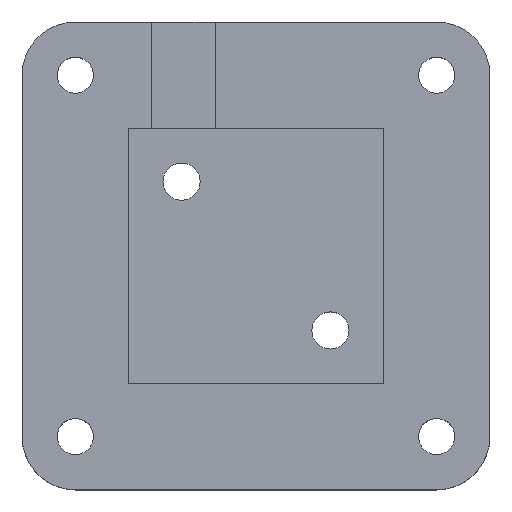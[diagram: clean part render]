
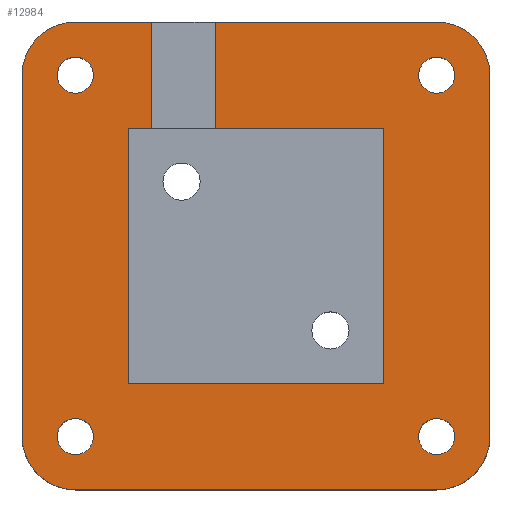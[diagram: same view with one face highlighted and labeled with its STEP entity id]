
A CAD part, top view. The second image highlights one B-rep face of the part: STEP entity #12984.
In plain terms, the highlighted planar face has unit normal (0, 0, 1).
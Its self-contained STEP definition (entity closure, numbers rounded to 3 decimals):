
#19=CIRCLE('',#13285,5.);
#21=CIRCLE('',#13289,5.);
#22=CIRCLE('',#13290,5.);
#23=CIRCLE('',#13291,5.);
#24=CIRCLE('',#13292,1.7);
#25=CIRCLE('',#13293,1.7);
#26=CIRCLE('',#13294,1.7);
#27=CIRCLE('',#13295,1.7);
#106=FACE_BOUND('',#2782,.T.);
#107=FACE_BOUND('',#2783,.T.);
#108=FACE_BOUND('',#2784,.T.);
#109=FACE_BOUND('',#2785,.T.);
#2034=FACE_OUTER_BOUND('',#2781,.T.);
#2781=EDGE_LOOP('',(#11904,#11905,#11906,#11907,#11908,#11909,#11910,#11911,
#11912,#11913,#11914,#11915,#11916,#11917,#11918,#11919));
#2782=EDGE_LOOP('',(#11920));
#2783=EDGE_LOOP('',(#11921));
#2784=EDGE_LOOP('',(#11922));
#2785=EDGE_LOOP('',(#11923));
#3849=LINE('',#25818,#4922);
#3855=LINE('',#25856,#4928);
#3856=LINE('',#25860,#4929);
#3857=LINE('',#25862,#4930);
#3858=LINE('',#25864,#4931);
#3859=LINE('',#25866,#4932);
#3860=LINE('',#25868,#4933);
#3861=LINE('',#25870,#4934);
#3862=LINE('',#25872,#4935);
#3863=LINE('',#25874,#4936);
#3864=LINE('',#25876,#4937);
#3865=LINE('',#25880,#4938);
#4922=VECTOR('',#14842,10.);
#4928=VECTOR('',#14896,10.);
#4929=VECTOR('',#14899,10.);
#4930=VECTOR('',#14900,10.);
#4931=VECTOR('',#14901,10.);
#4932=VECTOR('',#14902,10.);
#4933=VECTOR('',#14903,10.);
#4934=VECTOR('',#14904,10.);
#4935=VECTOR('',#14905,10.);
#4936=VECTOR('',#14906,10.);
#4937=VECTOR('',#14907,10.);
#4938=VECTOR('',#14910,10.);
#6205=VERTEX_POINT('',#25814);
#6207=VERTEX_POINT('',#25817);
#6213=VERTEX_POINT('',#25848);
#6215=VERTEX_POINT('',#25855);
#6216=VERTEX_POINT('',#25857);
#6217=VERTEX_POINT('',#25859);
#6218=VERTEX_POINT('',#25861);
#6219=VERTEX_POINT('',#25863);
#6220=VERTEX_POINT('',#25865);
#6221=VERTEX_POINT('',#25867);
#6222=VERTEX_POINT('',#25869);
#6223=VERTEX_POINT('',#25871);
#6224=VERTEX_POINT('',#25873);
#6225=VERTEX_POINT('',#25875);
#6226=VERTEX_POINT('',#25877);
#6227=VERTEX_POINT('',#25879);
#6228=VERTEX_POINT('',#25882);
#6229=VERTEX_POINT('',#25884);
#6230=VERTEX_POINT('',#25886);
#6231=VERTEX_POINT('',#25888);
#8109=EDGE_CURVE('',#6207,#6205,#3849,.T.);
#8118=EDGE_CURVE('',#6213,#6205,#19,.T.);
#8121=EDGE_CURVE('',#6213,#6215,#3855,.T.);
#8122=EDGE_CURVE('',#6216,#6215,#21,.T.);
#8123=EDGE_CURVE('',#6216,#6217,#3856,.T.);
#8124=EDGE_CURVE('',#6217,#6218,#3857,.T.);
#8125=EDGE_CURVE('',#6218,#6219,#3858,.T.);
#8126=EDGE_CURVE('',#6219,#6220,#3859,.T.);
#8127=EDGE_CURVE('',#6220,#6221,#3860,.T.);
#8128=EDGE_CURVE('',#6221,#6222,#3861,.T.);
#8129=EDGE_CURVE('',#6222,#6223,#3862,.T.);
#8130=EDGE_CURVE('',#6223,#6224,#3863,.T.);
#8131=EDGE_CURVE('',#6224,#6225,#3864,.T.);
#8132=EDGE_CURVE('',#6226,#6225,#22,.T.);
#8133=EDGE_CURVE('',#6226,#6227,#3865,.T.);
#8134=EDGE_CURVE('',#6207,#6227,#23,.T.);
#8135=EDGE_CURVE('',#6228,#6228,#24,.T.);
#8136=EDGE_CURVE('',#6229,#6229,#25,.T.);
#8137=EDGE_CURVE('',#6230,#6230,#26,.T.);
#8138=EDGE_CURVE('',#6231,#6231,#27,.T.);
#11904=ORIENTED_EDGE('',*,*,#8118,.F.);
#11905=ORIENTED_EDGE('',*,*,#8121,.T.);
#11906=ORIENTED_EDGE('',*,*,#8122,.F.);
#11907=ORIENTED_EDGE('',*,*,#8123,.T.);
#11908=ORIENTED_EDGE('',*,*,#8124,.T.);
#11909=ORIENTED_EDGE('',*,*,#8125,.T.);
#11910=ORIENTED_EDGE('',*,*,#8126,.T.);
#11911=ORIENTED_EDGE('',*,*,#8127,.T.);
#11912=ORIENTED_EDGE('',*,*,#8128,.T.);
#11913=ORIENTED_EDGE('',*,*,#8129,.T.);
#11914=ORIENTED_EDGE('',*,*,#8130,.T.);
#11915=ORIENTED_EDGE('',*,*,#8131,.T.);
#11916=ORIENTED_EDGE('',*,*,#8132,.F.);
#11917=ORIENTED_EDGE('',*,*,#8133,.T.);
#11918=ORIENTED_EDGE('',*,*,#8134,.F.);
#11919=ORIENTED_EDGE('',*,*,#8109,.T.);
#11920=ORIENTED_EDGE('',*,*,#8135,.T.);
#11921=ORIENTED_EDGE('',*,*,#8136,.T.);
#11922=ORIENTED_EDGE('',*,*,#8137,.T.);
#11923=ORIENTED_EDGE('',*,*,#8138,.T.);
#12297=PLANE('',#13288);
#12984=ADVANCED_FACE('',(#2034,#106,#107,#108,#109),#12297,.T.);
#13285=AXIS2_PLACEMENT_3D('',#25849,#14887,#14888);
#13288=AXIS2_PLACEMENT_3D('',#25854,#14894,#14895);
#13289=AXIS2_PLACEMENT_3D('',#25858,#14897,#14898);
#13290=AXIS2_PLACEMENT_3D('',#25878,#14908,#14909);
#13291=AXIS2_PLACEMENT_3D('',#25881,#14911,#14912);
#13292=AXIS2_PLACEMENT_3D('',#25883,#14913,#14914);
#13293=AXIS2_PLACEMENT_3D('',#25885,#14915,#14916);
#13294=AXIS2_PLACEMENT_3D('',#25887,#14917,#14918);
#13295=AXIS2_PLACEMENT_3D('',#25889,#14919,#14920);
#14842=DIRECTION('',(1.,0.,0.));
#14887=DIRECTION('center_axis',(0.,0.,-1.));
#14888=DIRECTION('ref_axis',(0.707,-0.707,0.));
#14894=DIRECTION('center_axis',(0.,0.,1.));
#14895=DIRECTION('ref_axis',(1.,0.,0.));
#14896=DIRECTION('',(0.,1.,0.));
#14897=DIRECTION('center_axis',(0.,0.,-1.));
#14898=DIRECTION('ref_axis',(0.707,0.707,0.));
#14899=DIRECTION('',(-1.,0.,0.));
#14900=DIRECTION('',(0.,-1.,0.));
#14901=DIRECTION('',(1.,0.,0.));
#14902=DIRECTION('',(0.,-1.,0.));
#14903=DIRECTION('',(-1.,0.,0.));
#14904=DIRECTION('',(0.,1.,0.));
#14905=DIRECTION('',(1.,0.,0.));
#14906=DIRECTION('',(0.,1.,0.));
#14907=DIRECTION('',(-1.,0.,0.));
#14908=DIRECTION('center_axis',(0.,0.,-1.));
#14909=DIRECTION('ref_axis',(-0.707,0.707,0.));
#14910=DIRECTION('',(0.,-1.,0.));
#14911=DIRECTION('center_axis',(0.,0.,-1.));
#14912=DIRECTION('ref_axis',(-0.707,-0.707,0.));
#14913=DIRECTION('center_axis',(0.,0.,-1.));
#14914=DIRECTION('ref_axis',(1.,0.,0.));
#14915=DIRECTION('center_axis',(0.,0.,-1.));
#14916=DIRECTION('ref_axis',(1.,0.,0.));
#14917=DIRECTION('center_axis',(0.,0.,-1.));
#14918=DIRECTION('ref_axis',(1.,0.,0.));
#14919=DIRECTION('center_axis',(0.,0.,-1.));
#14920=DIRECTION('ref_axis',(1.,0.,0.));
#25814=CARTESIAN_POINT('',(44.,-1.,13.));
#25817=CARTESIAN_POINT('',(10.,-1.,13.));
#25818=CARTESIAN_POINT('',(5.,-1.,13.));
#25848=CARTESIAN_POINT('',(49.,4.,13.));
#25849=CARTESIAN_POINT('Origin',(44.,4.,13.));
#25854=CARTESIAN_POINT('Origin',(44.,38.,13.));
#25855=CARTESIAN_POINT('',(49.,38.,13.));
#25856=CARTESIAN_POINT('',(49.,-1.,13.));
#25857=CARTESIAN_POINT('',(44.,43.,13.));
#25858=CARTESIAN_POINT('Origin',(44.,38.,13.));
#25859=CARTESIAN_POINT('',(23.168,43.,13.));
#25860=CARTESIAN_POINT('',(49.,43.,13.));
#25861=CARTESIAN_POINT('',(23.168,33.,13.));
#25862=CARTESIAN_POINT('',(23.168,40.5,13.));
#25863=CARTESIAN_POINT('',(39.,33.,13.));
#25864=CARTESIAN_POINT('',(39.,33.,13.));
#25865=CARTESIAN_POINT('',(39.,9.,13.));
#25866=CARTESIAN_POINT('',(39.,9.,13.));
#25867=CARTESIAN_POINT('',(15.,9.,13.));
#25868=CARTESIAN_POINT('',(15.,9.,13.));
#25869=CARTESIAN_POINT('',(15.,33.,13.));
#25870=CARTESIAN_POINT('',(15.,33.,13.));
#25871=CARTESIAN_POINT('',(17.168,33.,13.));
#25872=CARTESIAN_POINT('',(39.,33.,13.));
#25873=CARTESIAN_POINT('',(17.168,43.,13.));
#25874=CARTESIAN_POINT('',(17.168,35.5,13.));
#25875=CARTESIAN_POINT('',(10.,43.,13.));
#25876=CARTESIAN_POINT('',(49.,43.,13.));
#25877=CARTESIAN_POINT('',(5.,38.,13.));
#25878=CARTESIAN_POINT('Origin',(10.,38.,13.));
#25879=CARTESIAN_POINT('',(5.,4.,13.));
#25880=CARTESIAN_POINT('',(5.,43.,13.));
#25881=CARTESIAN_POINT('Origin',(10.,4.,13.));
#25882=CARTESIAN_POINT('',(42.3,38.,13.));
#25883=CARTESIAN_POINT('Origin',(44.,38.,13.));
#25884=CARTESIAN_POINT('',(42.3,4.,13.));
#25885=CARTESIAN_POINT('Origin',(44.,4.,13.));
#25886=CARTESIAN_POINT('',(8.3,4.,13.));
#25887=CARTESIAN_POINT('Origin',(10.,4.,13.));
#25888=CARTESIAN_POINT('',(8.3,38.,13.));
#25889=CARTESIAN_POINT('Origin',(10.,38.,13.));
